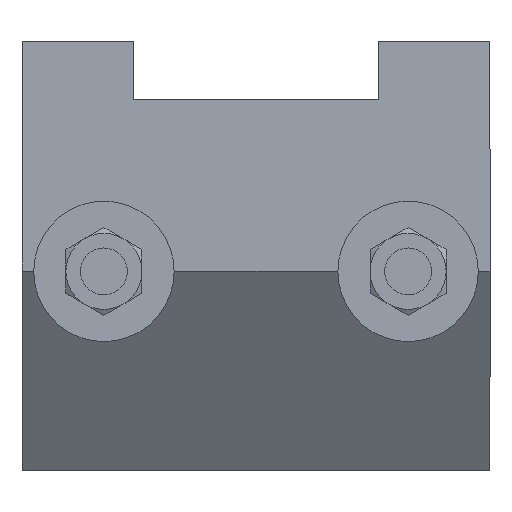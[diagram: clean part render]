
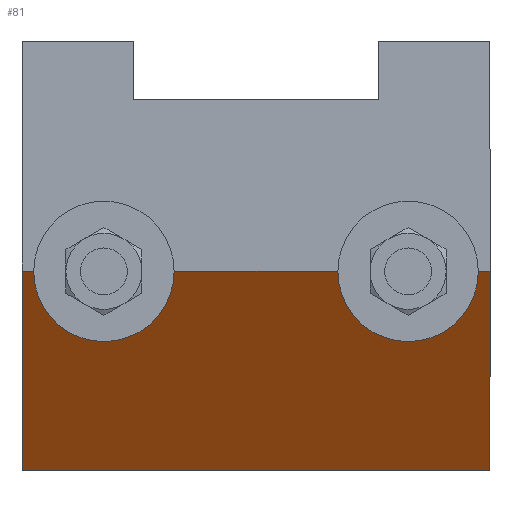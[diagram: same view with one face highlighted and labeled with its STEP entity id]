
A CAD part, front view. The second image highlights one B-rep face of the part: STEP entity #81.
In plain terms, the highlighted face is planar.
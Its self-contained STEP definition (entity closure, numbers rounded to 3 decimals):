
#19 = CARTESIAN_POINT ( 'NONE',  ( 34.036, -40., 23.832 ) ) ;
#41 = VERTEX_POINT ( 'NONE', #186 ) ;
#63 = VERTEX_POINT ( 'NONE', #1110 ) ;
#81 = ADVANCED_FACE ( 'NONE', ( #83 ), #161, .T. ) ;
#83 = FACE_OUTER_BOUND ( 'NONE', #1943, .T. ) ;
#92 = VERTEX_POINT ( 'NONE', #2116 ) ;
#132 = CARTESIAN_POINT ( 'NONE',  ( 4.342, -30.25, 3.04 ) ) ;
#144 = ORIENTED_EDGE ( 'NONE', *, *, #2861, .F. ) ;
#161 = PLANE ( 'NONE',  #1068 ) ;
#162 = VECTOR ( 'NONE', #860, 1000. ) ;
#185 = LINE ( 'NONE', #916, #2535 ) ;
#186 = CARTESIAN_POINT ( 'NONE',  ( 0., 40., 0. ) ) ;
#210 = DIRECTION ( 'NONE',  ( 0.819, 0., 0.574 ) ) ;
#215 = CARTESIAN_POINT ( 'NONE',  ( 2.066, 40., 1.447 ) ) ;
#217 = ORIENTED_EDGE ( 'NONE', *, *, #2637, .T. ) ;
#226 = LINE ( 'NONE', #132, #2141 ) ;
#227 = ORIENTED_EDGE ( 'NONE', *, *, #789, .T. ) ;
#247 = ORIENTED_EDGE ( 'NONE', *, *, #1228, .F. ) ;
#275 = EDGE_CURVE ( 'NONE', #63, #2621, #2525, .T. ) ;
#320 = CIRCLE ( 'NONE', #1754, 4.25 ) ;
#336 = ORIENTED_EDGE ( 'NONE', *, *, #2830, .F. ) ;
#341 = ORIENTED_EDGE ( 'NONE', *, *, #275, .F. ) ;
#349 = EDGE_CURVE ( 'NONE', #1665, #2068, #1666, .T. ) ;
#370 = DIRECTION ( 'NONE',  ( -0.819, 0., -0.574 ) ) ;
#393 = ORIENTED_EDGE ( 'NONE', *, *, #2606, .T. ) ;
#441 = VECTOR ( 'NONE', #2130, 1000. ) ;
#465 = VECTOR ( 'NONE', #370, 1000. ) ;
#482 = CARTESIAN_POINT ( 'NONE',  ( 0., 40., 0. ) ) ;
#509 = CARTESIAN_POINT ( 'NONE',  ( 0., 40., 0. ) ) ;
#512 = CARTESIAN_POINT ( 'NONE',  ( 0., -40., 0. ) ) ;
#539 = LINE ( 'NONE', #1306, #2822 ) ;
#597 = VERTEX_POINT ( 'NONE', #2083 ) ;
#652 = EDGE_CURVE ( 'NONE', #1353, #597, #320, .T. ) ;
#660 = CARTESIAN_POINT ( 'NONE',  ( 0., -40., 0. ) ) ;
#680 = LINE ( 'NONE', #2533, #465 ) ;
#690 = VERTEX_POINT ( 'NONE', #2011 ) ;
#787 = CARTESIAN_POINT ( 'NONE',  ( 0., 40., 0. ) ) ;
#789 = EDGE_CURVE ( 'NONE', #63, #2913, #1484, .T. ) ;
#860 = DIRECTION ( 'NONE',  ( 0., -1., 0. ) ) ;
#902 = VERTEX_POINT ( 'NONE', #1939 ) ;
#912 = CARTESIAN_POINT ( 'NONE',  ( 0., -30.25, 0. ) ) ;
#916 = CARTESIAN_POINT ( 'NONE',  ( 4.342, -21.75, 3.04 ) ) ;
#965 = DIRECTION ( 'NONE',  ( 0., 1., 0. ) ) ;
#1007 = LINE ( 'NONE', #2453, #2380 ) ;
#1050 = LINE ( 'NONE', #482, #2267 ) ;
#1061 = CARTESIAN_POINT ( 'NONE',  ( 0., 30.25, 0. ) ) ;
#1068 = AXIS2_PLACEMENT_3D ( 'NONE', #2093, #2601, #1846 ) ;
#1078 = VECTOR ( 'NONE', #3117, 1000. ) ;
#1103 = VERTEX_POINT ( 'NONE', #1870 ) ;
#1110 = CARTESIAN_POINT ( 'NONE',  ( 2.066, -40., 1.447 ) ) ;
#1123 = DIRECTION ( 'NONE',  ( -0.819, 0., -0.574 ) ) ;
#1136 = LINE ( 'NONE', #509, #2825 ) ;
#1159 = VERTEX_POINT ( 'NONE', #912 ) ;
#1169 = ORIENTED_EDGE ( 'NONE', *, *, #652, .F. ) ;
#1197 = CARTESIAN_POINT ( 'NONE',  ( 2.066, -40., 1.447 ) ) ;
#1205 = ORIENTED_EDGE ( 'NONE', *, *, #2100, .T. ) ;
#1225 = CARTESIAN_POINT ( 'NONE',  ( 4.342, -21.75, 3.04 ) ) ;
#1228 = EDGE_CURVE ( 'NONE', #1159, #2913, #1050, .T. ) ;
#1229 = ORIENTED_EDGE ( 'NONE', *, *, #2053, .F. ) ;
#1306 = CARTESIAN_POINT ( 'NONE',  ( 0., 40., 0. ) ) ;
#1317 = ORIENTED_EDGE ( 'NONE', *, *, #1680, .F. ) ;
#1345 = DIRECTION ( 'NONE',  ( -0.819, 0., -0.574 ) ) ;
#1353 = VERTEX_POINT ( 'NONE', #2694 ) ;
#1374 = EDGE_CURVE ( 'NONE', #2455, #1431, #226, .T. ) ;
#1386 = VECTOR ( 'NONE', #1473, 1000. ) ;
#1395 = LINE ( 'NONE', #2401, #2354 ) ;
#1428 = ORIENTED_EDGE ( 'NONE', *, *, #349, .T. ) ;
#1431 = VERTEX_POINT ( 'NONE', #2529 ) ;
#1473 = DIRECTION ( 'NONE',  ( 0.819, 0., 0.574 ) ) ;
#1484 = LINE ( 'NONE', #1197, #441 ) ;
#1595 = LINE ( 'NONE', #2323, #162 ) ;
#1621 = ORIENTED_EDGE ( 'NONE', *, *, #1374, .F. ) ;
#1659 = EDGE_CURVE ( 'NONE', #92, #2263, #185, .T. ) ;
#1662 = ORIENTED_EDGE ( 'NONE', *, *, #1659, .F. ) ;
#1665 = VERTEX_POINT ( 'NONE', #1672 ) ;
#1666 = LINE ( 'NONE', #2512, #3055 ) ;
#1672 = CARTESIAN_POINT ( 'NONE',  ( 2.066, 30.25, 1.447 ) ) ;
#1680 = EDGE_CURVE ( 'NONE', #902, #1103, #3036, .T. ) ;
#1720 = DIRECTION ( 'NONE',  ( 0.819, 0., 0.574 ) ) ;
#1754 = AXIS2_PLACEMENT_3D ( 'NONE', #2789, #1815, #2567 ) ;
#1776 = ORIENTED_EDGE ( 'NONE', *, *, #2841, .T. ) ;
#1786 = LINE ( 'NONE', #2336, #2854 ) ;
#1810 = DIRECTION ( 'NONE',  ( -0.819, 0., -0.574 ) ) ;
#1815 = DIRECTION ( 'NONE',  ( 0.574, 0., -0.819 ) ) ;
#1846 = DIRECTION ( 'NONE',  ( -0.819, 0., -0.574 ) ) ;
#1850 = CARTESIAN_POINT ( 'NONE',  ( 2.066, -21.75, 1.447 ) ) ;
#1870 = CARTESIAN_POINT ( 'NONE',  ( 0., 21.75, 0. ) ) ;
#1879 = LINE ( 'NONE', #787, #1386 ) ;
#1916 = CIRCLE ( 'NONE', #2889, 4.25 ) ;
#1939 = CARTESIAN_POINT ( 'NONE',  ( 2.066, 21.75, 1.447 ) ) ;
#1943 = EDGE_LOOP ( 'NONE', ( #2418, #1428, #1205, #1229, #393, #217, #341, #227, #247, #144, #1621, #2132, #1662, #1776, #336, #1317, #3044, #1169 ) ) ;
#1961 = DIRECTION ( 'NONE',  ( 0., -1., 0. ) ) ;
#2011 = CARTESIAN_POINT ( 'NONE',  ( 0., -21.75, 0. ) ) ;
#2038 = EDGE_CURVE ( 'NONE', #597, #902, #680, .T. ) ;
#2045 = DIRECTION ( 'NONE',  ( -0.819, 0., -0.574 ) ) ;
#2049 = VECTOR ( 'NONE', #1720, 1000. ) ;
#2053 = EDGE_CURVE ( 'NONE', #2110, #41, #539, .T. ) ;
#2068 = VERTEX_POINT ( 'NONE', #1061 ) ;
#2083 = CARTESIAN_POINT ( 'NONE',  ( 4.342, 21.75, 3.04 ) ) ;
#2093 = CARTESIAN_POINT ( 'NONE',  ( 0., 40., 0. ) ) ;
#2100 = EDGE_CURVE ( 'NONE', #2068, #41, #1136, .T. ) ;
#2108 = VERTEX_POINT ( 'NONE', #2407 ) ;
#2110 = VERTEX_POINT ( 'NONE', #215 ) ;
#2116 = CARTESIAN_POINT ( 'NONE',  ( 2.066, -21.75, 1.447 ) ) ;
#2130 = DIRECTION ( 'NONE',  ( -0.819, 0., -0.574 ) ) ;
#2132 = ORIENTED_EDGE ( 'NONE', *, *, #2877, .F. ) ;
#2141 = VECTOR ( 'NONE', #2045, 1000. ) ;
#2160 = DIRECTION ( 'NONE',  ( 0., -1., 0. ) ) ;
#2263 = VERTEX_POINT ( 'NONE', #1225 ) ;
#2267 = VECTOR ( 'NONE', #2160, 1000. ) ;
#2323 = CARTESIAN_POINT ( 'NONE',  ( 0., 40., 0. ) ) ;
#2336 = CARTESIAN_POINT ( 'NONE',  ( 0., -30.25, 0. ) ) ;
#2349 = DIRECTION ( 'NONE',  ( 0.574, 0., -0.819 ) ) ;
#2354 = VECTOR ( 'NONE', #210, 1000. ) ;
#2365 = CARTESIAN_POINT ( 'NONE',  ( 0., 21.75, 0. ) ) ;
#2380 = VECTOR ( 'NONE', #1961, 1000. ) ;
#2401 = CARTESIAN_POINT ( 'NONE',  ( 4.342, 30.25, 3.04 ) ) ;
#2407 = CARTESIAN_POINT ( 'NONE',  ( 34.036, 40., 23.832 ) ) ;
#2418 = ORIENTED_EDGE ( 'NONE', *, *, #3039, .F. ) ;
#2453 = CARTESIAN_POINT ( 'NONE',  ( 34.036, 40., 23.832 ) ) ;
#2455 = VERTEX_POINT ( 'NONE', #2935 ) ;
#2512 = CARTESIAN_POINT ( 'NONE',  ( 2.066, 30.25, 1.447 ) ) ;
#2525 = LINE ( 'NONE', #512, #2049 ) ;
#2529 = CARTESIAN_POINT ( 'NONE',  ( 2.066, -30.25, 1.447 ) ) ;
#2533 = CARTESIAN_POINT ( 'NONE',  ( 4.342, 21.75, 3.04 ) ) ;
#2535 = VECTOR ( 'NONE', #3161, 1000. ) ;
#2567 = DIRECTION ( 'NONE',  ( 0.819, 0., 0.574 ) ) ;
#2573 = DIRECTION ( 'NONE',  ( -0.819, 0., -0.574 ) ) ;
#2589 = LINE ( 'NONE', #1850, #2657 ) ;
#2591 = CARTESIAN_POINT ( 'NONE',  ( 4.342, -26., 3.04 ) ) ;
#2601 = DIRECTION ( 'NONE',  ( 0.574, 0., -0.819 ) ) ;
#2606 = EDGE_CURVE ( 'NONE', #2110, #2108, #1879, .T. ) ;
#2621 = VERTEX_POINT ( 'NONE', #19 ) ;
#2637 = EDGE_CURVE ( 'NONE', #2108, #2621, #1007, .T. ) ;
#2657 = VECTOR ( 'NONE', #2573, 1000. ) ;
#2694 = CARTESIAN_POINT ( 'NONE',  ( 4.342, 30.25, 3.04 ) ) ;
#2789 = CARTESIAN_POINT ( 'NONE',  ( 4.342, 26., 3.04 ) ) ;
#2822 = VECTOR ( 'NONE', #1810, 1000. ) ;
#2825 = VECTOR ( 'NONE', #965, 1000. ) ;
#2830 = EDGE_CURVE ( 'NONE', #1103, #690, #1595, .T. ) ;
#2841 = EDGE_CURVE ( 'NONE', #92, #690, #2589, .T. ) ;
#2854 = VECTOR ( 'NONE', #1345, 1000. ) ;
#2861 = EDGE_CURVE ( 'NONE', #1431, #1159, #1786, .T. ) ;
#2877 = EDGE_CURVE ( 'NONE', #2263, #2455, #1916, .T. ) ;
#2889 = AXIS2_PLACEMENT_3D ( 'NONE', #2591, #2349, #1123 ) ;
#2913 = VERTEX_POINT ( 'NONE', #660 ) ;
#2935 = CARTESIAN_POINT ( 'NONE',  ( 4.342, -30.25, 3.04 ) ) ;
#3009 = DIRECTION ( 'NONE',  ( -0.819, 0., -0.574 ) ) ;
#3036 = LINE ( 'NONE', #2365, #1078 ) ;
#3039 = EDGE_CURVE ( 'NONE', #1665, #1353, #1395, .T. ) ;
#3044 = ORIENTED_EDGE ( 'NONE', *, *, #2038, .F. ) ;
#3055 = VECTOR ( 'NONE', #3009, 1000. ) ;
#3117 = DIRECTION ( 'NONE',  ( -0.819, 0., -0.574 ) ) ;
#3161 = DIRECTION ( 'NONE',  ( 0.819, 0., 0.574 ) ) ;
